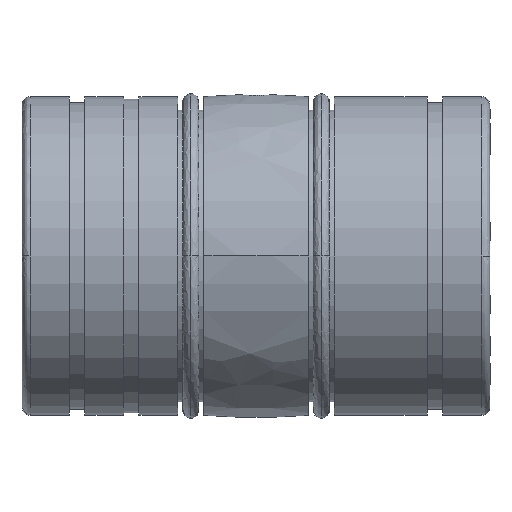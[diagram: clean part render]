
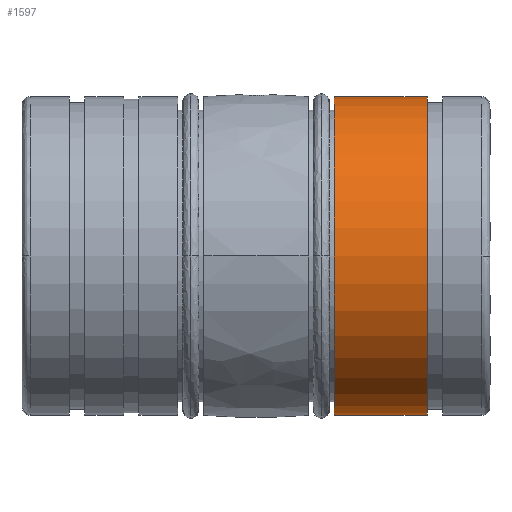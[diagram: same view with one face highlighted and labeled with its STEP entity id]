
A CAD part, left-side view. The second image highlights one B-rep face of the part: STEP entity #1597.
In plain terms, the highlighted cylindrical face has radius 19.395 mm (diameter 38.79 mm), a partial arc.
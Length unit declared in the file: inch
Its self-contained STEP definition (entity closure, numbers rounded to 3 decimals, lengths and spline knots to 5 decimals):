
#125 = VERTEX_POINT ( 'NONE', #2149 ) ;
#671 = CYLINDRICAL_SURFACE ( 'NONE', #8292, 0.76358 ) ;
#1028 = CARTESIAN_POINT ( 'NONE',  ( 0., -0.3752, -0.76358 ) ) ;
#1555 = CIRCLE ( 'NONE', #6889, 0.76358 ) ;
#1597 = ADVANCED_FACE ( 'NONE', ( #2663 ), #671, .T. ) ;
#2005 = CARTESIAN_POINT ( 'NONE',  ( 0., 0., 0. ) ) ;
#2149 = CARTESIAN_POINT ( 'NONE',  ( 0., -0.82028, -0.76358 ) ) ;
#2629 = DIRECTION ( 'NONE',  ( 0., 0., -1. ) ) ;
#2663 = FACE_OUTER_BOUND ( 'NONE', #4547, .T. ) ;
#2895 = AXIS2_PLACEMENT_3D ( 'NONE', #3970, #7974, #5328 ) ;
#2943 = LINE ( 'NONE', #4220, #6707 ) ;
#3256 = DIRECTION ( 'NONE',  ( 0., -1., 0. ) ) ;
#3628 = ORIENTED_EDGE ( 'NONE', *, *, #5584, .F. ) ;
#3637 = DIRECTION ( 'NONE',  ( 0., 1., 0. ) ) ;
#3872 = CARTESIAN_POINT ( 'NONE',  ( 0., 0., -0.76358 ) ) ;
#3970 = CARTESIAN_POINT ( 'NONE',  ( 0., -0.3752, 0. ) ) ;
#4109 = EDGE_CURVE ( 'NONE', #6253, #125, #7005, .T. ) ;
#4220 = CARTESIAN_POINT ( 'NONE',  ( 0., 0., 0.76358 ) ) ;
#4243 = DIRECTION ( 'NONE',  ( 0., -1., 0. ) ) ;
#4404 = ORIENTED_EDGE ( 'NONE', *, *, #6198, .T. ) ;
#4547 = EDGE_LOOP ( 'NONE', ( #3628, #5663, #8159, #4404 ) ) ;
#4776 = CARTESIAN_POINT ( 'NONE',  ( 0., -0.82028, 0.76358 ) ) ;
#5315 = CARTESIAN_POINT ( 'NONE',  ( 0., -0.3752, 0.76358 ) ) ;
#5328 = DIRECTION ( 'NONE',  ( 0., 0., -1. ) ) ;
#5584 = EDGE_CURVE ( 'NONE', #6807, #8336, #2943, .T. ) ;
#5663 = ORIENTED_EDGE ( 'NONE', *, *, #6001, .T. ) ;
#6001 = EDGE_CURVE ( 'NONE', #6807, #6253, #7417, .T. ) ;
#6198 = EDGE_CURVE ( 'NONE', #125, #8336, #1555, .T. ) ;
#6253 = VERTEX_POINT ( 'NONE', #1028 ) ;
#6601 = DIRECTION ( 'NONE',  ( 0., -1., 0. ) ) ;
#6707 = VECTOR ( 'NONE', #4243, 39.37008 ) ;
#6807 = VERTEX_POINT ( 'NONE', #5315 ) ;
#6889 = AXIS2_PLACEMENT_3D ( 'NONE', #7643, #3637, #7559 ) ;
#7005 = LINE ( 'NONE', #3872, #7526 ) ;
#7417 = CIRCLE ( 'NONE', #2895, 0.76358 ) ;
#7526 = VECTOR ( 'NONE', #3256, 39.37008 ) ;
#7559 = DIRECTION ( 'NONE',  ( 0., 0., -1. ) ) ;
#7643 = CARTESIAN_POINT ( 'NONE',  ( 0., -0.82028, 0. ) ) ;
#7974 = DIRECTION ( 'NONE',  ( 0., -1., 0. ) ) ;
#8159 = ORIENTED_EDGE ( 'NONE', *, *, #4109, .T. ) ;
#8292 = AXIS2_PLACEMENT_3D ( 'NONE', #2005, #6601, #2629 ) ;
#8336 = VERTEX_POINT ( 'NONE', #4776 ) ;
